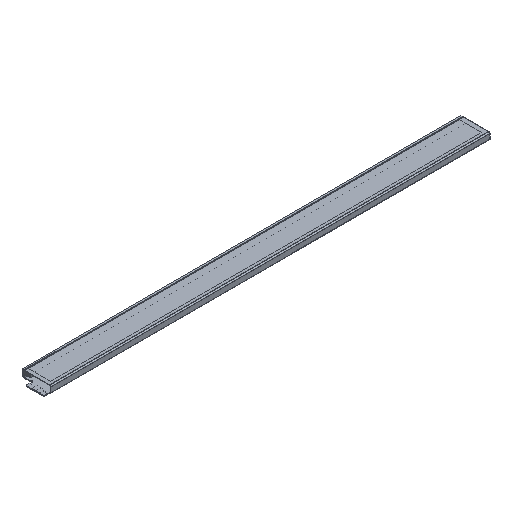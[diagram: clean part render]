
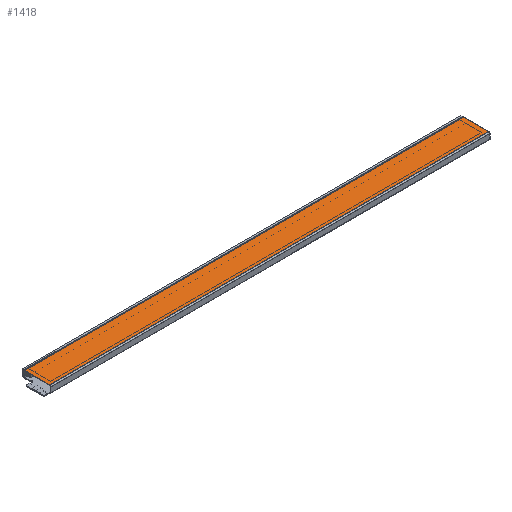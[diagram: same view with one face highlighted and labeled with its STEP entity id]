
A CAD part, isometric view. The second image highlights one B-rep face of the part: STEP entity #1418.
In plain terms, the highlighted planar face has unit normal (0, 0, 1).
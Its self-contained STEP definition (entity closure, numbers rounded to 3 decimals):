
#30 = EDGE_LOOP ( 'NONE', ( #1185, #2604, #1696, #561 ) ) ;
#38 = VECTOR ( 'NONE', #471, 1000. ) ;
#89 = EDGE_CURVE ( 'NONE', #2676, #2446, #971, .T. ) ;
#114 = AXIS2_PLACEMENT_3D ( 'NONE', #429, #619, #1863 ) ;
#212 = VECTOR ( 'NONE', #2040, 1000. ) ;
#429 = CARTESIAN_POINT ( 'NONE',  ( 0., 0., 0. ) ) ;
#452 = EDGE_CURVE ( 'NONE', #777, #2676, #2052, .T. ) ;
#471 = DIRECTION ( 'NONE',  ( 0., 1., 0. ) ) ;
#561 = ORIENTED_EDGE ( 'NONE', *, *, #452, .T. ) ;
#619 = DIRECTION ( 'NONE',  ( 0., 0., -1. ) ) ;
#637 = CARTESIAN_POINT ( 'NONE',  ( 218., 13.4, 0. ) ) ;
#710 = CARTESIAN_POINT ( 'NONE',  ( -2., 0., 0. ) ) ;
#777 = VERTEX_POINT ( 'NONE', #2559 ) ;
#825 = PLANE ( 'NONE',  #114 ) ;
#925 = LINE ( 'NONE', #1544, #38 ) ;
#944 = EDGE_CURVE ( 'NONE', #2446, #1338, #925, .T. ) ;
#971 = LINE ( 'NONE', #2092, #2362 ) ;
#1114 = FACE_OUTER_BOUND ( 'NONE', #30, .T. ) ;
#1146 = VECTOR ( 'NONE', #2109, 1000. ) ;
#1185 = ORIENTED_EDGE ( 'NONE', *, *, #89, .T. ) ;
#1309 = LINE ( 'NONE', #1661, #1146 ) ;
#1338 = VERTEX_POINT ( 'NONE', #637 ) ;
#1383 = EDGE_CURVE ( 'NONE', #1338, #777, #1309, .T. ) ;
#1418 = ADVANCED_FACE ( 'NONE', ( #1114 ), #825, .F. ) ;
#1544 = CARTESIAN_POINT ( 'NONE',  ( 218., 0., 0. ) ) ;
#1661 = CARTESIAN_POINT ( 'NONE',  ( -2., 13.4, 0. ) ) ;
#1696 = ORIENTED_EDGE ( 'NONE', *, *, #1383, .T. ) ;
#1863 = DIRECTION ( 'NONE',  ( -1., 0., 0. ) ) ;
#1884 = CARTESIAN_POINT ( 'NONE',  ( -2., 0.7, 0. ) ) ;
#1985 = CARTESIAN_POINT ( 'NONE',  ( 218., 0.7, 0. ) ) ;
#2040 = DIRECTION ( 'NONE',  ( 0., -1., 0. ) ) ;
#2052 = LINE ( 'NONE', #710, #212 ) ;
#2092 = CARTESIAN_POINT ( 'NONE',  ( -2., 0.7, 0. ) ) ;
#2109 = DIRECTION ( 'NONE',  ( -1., 0., 0. ) ) ;
#2315 = DIRECTION ( 'NONE',  ( 1., 0., 0. ) ) ;
#2362 = VECTOR ( 'NONE', #2315, 1000. ) ;
#2446 = VERTEX_POINT ( 'NONE', #1985 ) ;
#2559 = CARTESIAN_POINT ( 'NONE',  ( -2., 13.4, 0. ) ) ;
#2604 = ORIENTED_EDGE ( 'NONE', *, *, #944, .T. ) ;
#2676 = VERTEX_POINT ( 'NONE', #1884 ) ;
